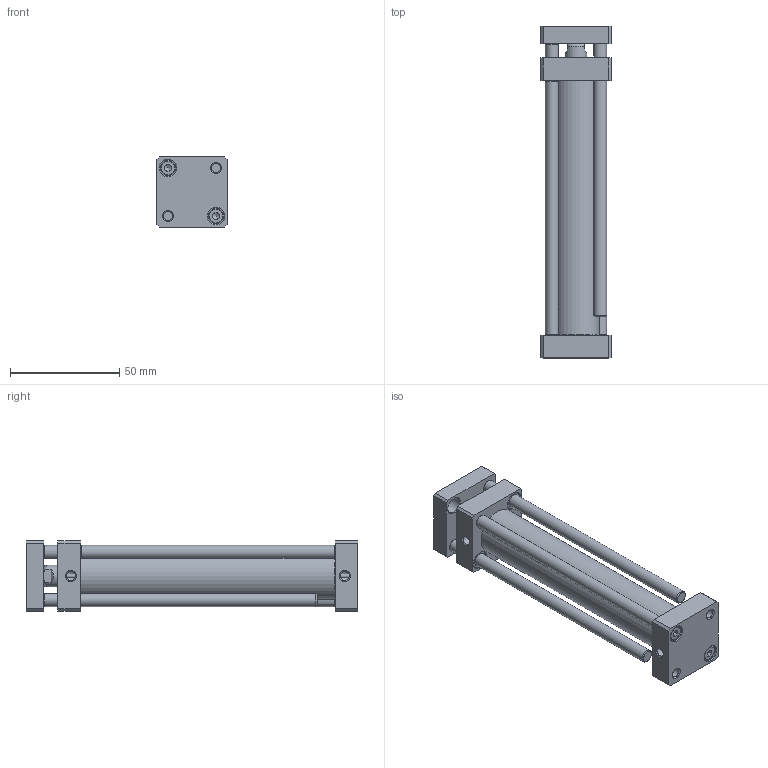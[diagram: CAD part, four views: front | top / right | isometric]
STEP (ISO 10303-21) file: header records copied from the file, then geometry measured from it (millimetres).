
FILE_DESCRIPTION((''),'2;1');
FILE_NAME('XDMA020.100.GS.F.stp','2014-05-12T11:14:14',('carlo.corazza'),(''),'Autodesk Inventor 2012','Autodesk Inventor 2012','');
FILE_SCHEMA(('AUTOMOTIVE_DESIGN { 1 0 10303 214 1 1 1 1 }'));
Length unit declared in the file: millimetre
Products named in the file (8): XDMA020..GS.F; TP; TAA; TIRANTE-100; CORPO-100; STELO-100; STAFFA; COLONNETTA-100
Assembly tree (9 placements, depth 2):
  XDMA020..GS.F
    TP
    TAA
    TIRANTE-100  x2
    CORPO-100
    STELO-100
    STAFFA
    COLONNETTA-100  x2
Bounding box: 32 x 151.7 x 32 mm (x, y, z)
Volume: 52912.2 mm3; surface area: 42911.1 mm2
Topology: 9 solids, 12 shells, 270 faces, 602 edges, 370 vertices
Faces by surface type: plane 112, cone 91, cylinder 55, torus 12
Full cylindrical faces by diameter (mm): 1.75 x2, 3.242 x8, 4 x2, 4.134 x5, 4.9 x2, 4.917 x1, 6 x6, 7 x6, 7.5 x8, 8 x5, 10 x2, 10.48 x1, 11 x1, 11.4 x1, 12 x1, 13.84 x1, 14 x1, 20 x1, 21.3 x1
Entity records: 6662 total; most frequent: CARTESIAN_POINT 1272, DIRECTION 1054, ORIENTED_EDGE 784, AXIS2_PLACEMENT_3D 446, EDGE_LOOP 440, EDGE_CURVE 392, VERTEX_POINT 318, FACE_OUTER_BOUND 251
